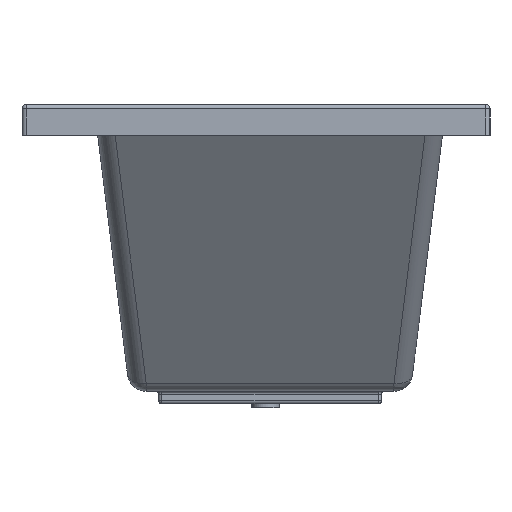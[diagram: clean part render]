
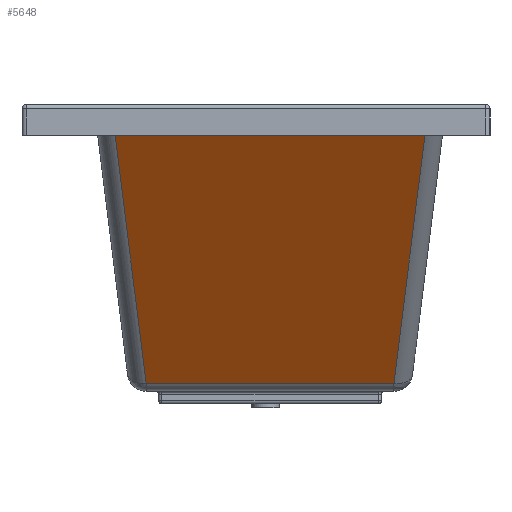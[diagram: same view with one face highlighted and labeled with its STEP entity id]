
A CAD part, left-side view. The second image highlights one B-rep face of the part: STEP entity #5648.
In plain terms, the highlighted planar face has unit normal (-0.819, 0, -0.574).
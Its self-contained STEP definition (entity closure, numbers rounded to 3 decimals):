
#4529=CARTESIAN_POINT('',(-9.789,12.48,-50.0));
#4530=VERTEX_POINT('',#4529);
#4554=CARTESIAN_POINT('',(-9.789,508.818,-50.0));
#4555=VERTEX_POINT('',#4554);
#4562=CARTESIAN_POINT('',(-9.789,12.48,-50.0));
#4563=DIRECTION('',(0.0,1.0,0.0));
#4564=VECTOR('',#4563,496.339);
#4565=LINE('',#4562,#4564);
#4566=EDGE_CURVE('',#4530,#4555,#4565,.T.);
#5497=CARTESIAN_POINT('',(268.698,459.165,-447.222));
#5498=VERTEX_POINT('',#5497);
#5507=CARTESIAN_POINT('',(268.698,62.132,-447.222));
#5508=VERTEX_POINT('',#5507);
#5516=CARTESIAN_POINT('',(268.698,62.132,-447.222));
#5517=DIRECTION('',(0.0,1.0,0.0));
#5518=VECTOR('',#5517,397.033);
#5519=LINE('',#5516,#5518);
#5520=EDGE_CURVE('',#5508,#5498,#5519,.T.);
#5621=CARTESIAN_POINT('',(268.698,459.165,-447.222));
#5622=DIRECTION('',(-0.571,0.102,0.815));
#5623=VECTOR('',#5622,487.653);
#5624=LINE('',#5621,#5623);
#5625=EDGE_CURVE('',#5498,#4555,#5624,.T.);
#5632=CARTESIAN_POINT('',(-44.844,543.149,0.0));
#5633=DIRECTION('',(0.819,0.,0.574));
#5634=DIRECTION('',(0.574,0.0,-0.819));
#5635=AXIS2_PLACEMENT_3D('',#5632,#5633,#5634);
#5636=PLANE('',#5635);
#5637=ORIENTED_EDGE('',*,*,#5520,.F.);
#5638=CARTESIAN_POINT('',(-9.789,12.48,-50.0));
#5639=DIRECTION('',(0.571,0.102,-0.815));
#5640=VECTOR('',#5639,487.653);
#5641=LINE('',#5638,#5640);
#5642=EDGE_CURVE('',#4530,#5508,#5641,.T.);
#5643=ORIENTED_EDGE('',*,*,#5642,.F.);
#5644=ORIENTED_EDGE('',*,*,#4566,.T.);
#5645=ORIENTED_EDGE('',*,*,#5625,.F.);
#5646=EDGE_LOOP('',(#5637,#5643,#5644,#5645));
#5647=FACE_OUTER_BOUND('',#5646,.T.);
#5648=ADVANCED_FACE('',(#5647),#5636,.F.);
